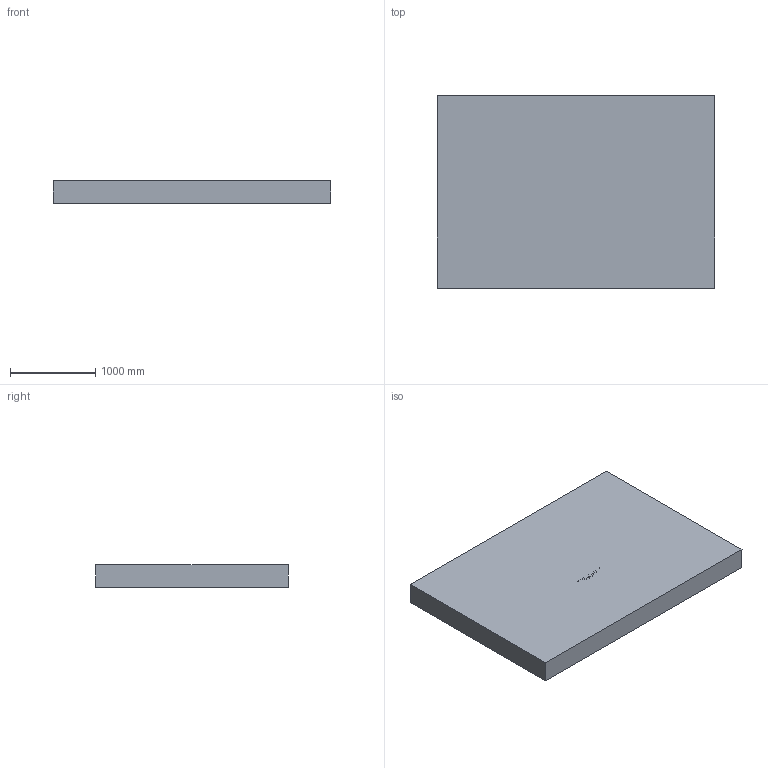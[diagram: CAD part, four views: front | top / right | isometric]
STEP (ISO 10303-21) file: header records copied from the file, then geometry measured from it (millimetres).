
FILE_DESCRIPTION(/* description */ (''),/* implementation_level */ '2;1');
FILE_NAME(/* name */ 'letter-mold.step',/* time_stamp */ '2023-12-12T11:28:23-05:00',/* author */ (''),/* organization */ (''),/* preprocessor_version */ 'ST-DEVELOPER v20',/* originating_system */ 'Autodesk Translation Framework v12.14.0.127',/* authorisation */ '');
FILE_SCHEMA (('AUTOMOTIVE_DESIGN { 1 0 10303 214 3 1 1 }'));
Length unit declared in the file: millimetre
Products named in the file (1): FusionComponent
Bounding box: 3252.73 x 2252 x 260 mm (x, y, z)
Volume: 991859008 mm3; surface area: 19513218.7 mm2
Topology: 1 solids, 1 shells, 410 faces, 634 edges, 225 vertices
Faces by surface type: plane 410
Entity records: 8215 total; most frequent: DIRECTION 1456, CARTESIAN_POINT 1270, ORIENTED_EDGE 1268, LINE 634, VECTOR 634, EDGE_CURVE 634, EDGE_LOOP 413, AXIS2_PLACEMENT_3D 411
